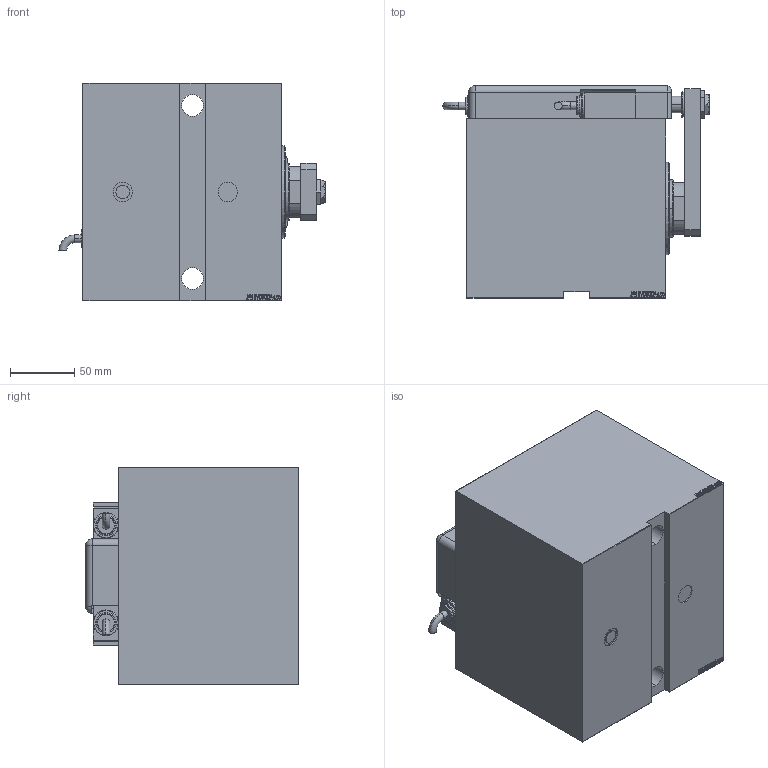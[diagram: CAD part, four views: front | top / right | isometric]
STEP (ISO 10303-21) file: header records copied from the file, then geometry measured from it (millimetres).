
FILE_DESCRIPTION (( 'STEP AP203' ), '1' );
FILE_NAME ('38d5.STEP', '2024-02-12T05:30:16', ( '' ), ( '' ), 'SwSTEP 2.0', 'SolidWorks 2019', '' );
FILE_SCHEMA (( 'CONFIG_CONTROL_DESIGN' ));
Length unit declared in the file: millimetre
Products named in the file (13): KRYT 932c82b60b51b708a066bfdf26692f43; SWITCH Q 932c82b60b51b708a066bfdf26692f43; NUT_D19 932c82b60b51b708a066bfdf26692f43; V450CM_E_VCP 932c82b60b51b708a066bfdf26692f43; 38d5; NUT_D13 932c82b60b51b708a066bfdf26692f43; SWITCH_Q_FRONT_BACK 932c82b60b51b708a066bfdf26692f43; SWITCH DIM A_G 932c82b60b51b708a066bfdf26692f43; ZARAZKA_Q 932c82b60b51b708a066bfdf26692f43; MAGNETIC SWITCH Q 932c82b60b51b708a066bfdf26692f43; TYC 932c82b60b51b708a066bfdf26692f43; V450CM_VC_B 932c82b60b51b708a066bfdf26692f43; V450CM_E_Body 932c82b60b51b708a066bfdf26692f43
Assembly tree (13 placements, depth 3):
  38d5
    V450CM_E_Body 932c82b60b51b708a066bfdf26692f43
    V450CM_E_VCP 932c82b60b51b708a066bfdf26692f43
    V450CM_VC_B 932c82b60b51b708a066bfdf26692f43
    MAGNETIC SWITCH Q 932c82b60b51b708a066bfdf26692f43
      SWITCH_Q_FRONT_BACK 932c82b60b51b708a066bfdf26692f43
      TYC 932c82b60b51b708a066bfdf26692f43
      ZARAZKA_Q 932c82b60b51b708a066bfdf26692f43
      SWITCH DIM A_G 932c82b60b51b708a066bfdf26692f43
      NUT_D19 932c82b60b51b708a066bfdf26692f43
      NUT_D13 932c82b60b51b708a066bfdf26692f43
      KRYT 932c82b60b51b708a066bfdf26692f43
      SWITCH Q 932c82b60b51b708a066bfdf26692f43  x2
Bounding box: 207.66 x 165.8 x 170 mm (x, y, z)
Volume: 3493940 mm3; surface area: 360475.9 mm2
Topology: 13 solids, 13 shells, 1223 faces, 3112 edges, 2055 vertices
Faces by surface type: plane 613, bspline 471, cylinder 93, cone 22, torus 22, sphere 2
Entity records: 58367 total; most frequent: CARTESIAN_POINT 31336, ORIENTED_EDGE 6028, DIRECTION 3738, EDGE_CURVE 3014, VERTEX_POINT 1995, LINE 1820, VECTOR 1820, EDGE_LOOP 1343
